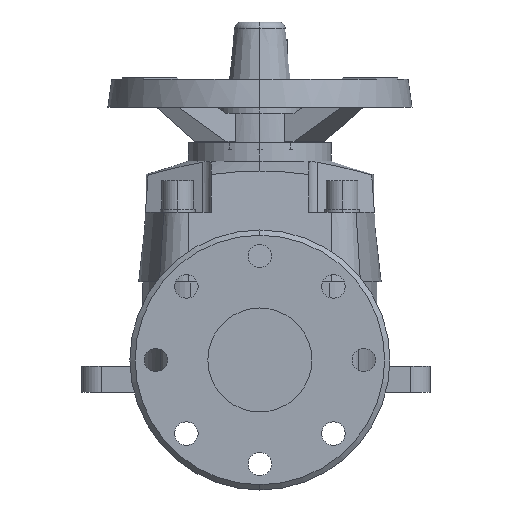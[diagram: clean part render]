
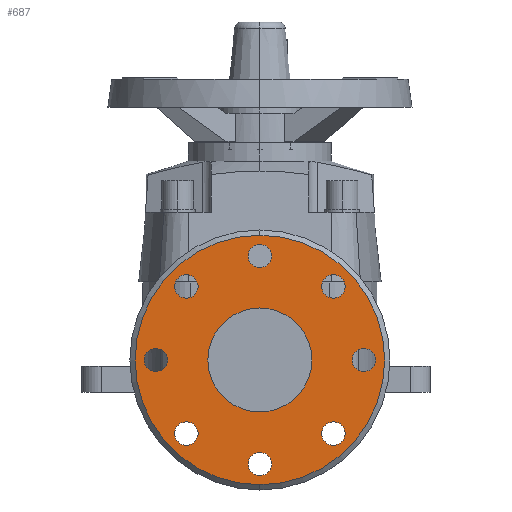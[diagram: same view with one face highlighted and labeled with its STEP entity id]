
A CAD part, left-side view. The second image highlights one B-rep face of the part: STEP entity #687.
In plain terms, the highlighted planar face has unit normal (-1, 0, 0).
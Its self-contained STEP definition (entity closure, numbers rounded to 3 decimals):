
#687=ADVANCED_FACE('',(#1508,#1509,#1510,#1511,#1512,#1513,#1514,#1515,#1516,#1517),#1518,.T.);
#1508=FACE_BOUND('',#2496,.T.);
#1509=FACE_BOUND('',#2497,.T.);
#1510=FACE_BOUND('',#2498,.T.);
#1511=FACE_BOUND('',#2499,.T.);
#1512=FACE_BOUND('',#2500,.T.);
#1513=FACE_BOUND('',#2501,.T.);
#1514=FACE_BOUND('',#2502,.T.);
#1515=FACE_BOUND('',#2503,.T.);
#1516=FACE_BOUND('',#2504,.T.);
#1517=FACE_OUTER_BOUND('',#2505,.T.);
#1518=PLANE('',#2506);
#2496=EDGE_LOOP('',(#4553,#4554));
#2497=EDGE_LOOP('',(#4555,#4556));
#2498=EDGE_LOOP('',(#4557,#4558));
#2499=EDGE_LOOP('',(#4559,#4560));
#2500=EDGE_LOOP('',(#4561,#4562));
#2501=EDGE_LOOP('',(#4563,#4564));
#2502=EDGE_LOOP('',(#4565,#4566));
#2503=EDGE_LOOP('',(#4567,#4568));
#2504=EDGE_LOOP('',(#4569,#4570));
#2505=EDGE_LOOP('',(#4571,#4572));
#2506=AXIS2_PLACEMENT_3D('',#4573,#4574,#4575);
#4553=ORIENTED_EDGE('',*,*,#6097,.T.);
#4554=ORIENTED_EDGE('',*,*,#6520,.T.);
#4555=ORIENTED_EDGE('',*,*,#6539,.T.);
#4556=ORIENTED_EDGE('',*,*,#6070,.T.);
#4557=ORIENTED_EDGE('',*,*,#6542,.T.);
#4558=ORIENTED_EDGE('',*,*,#6065,.T.);
#4559=ORIENTED_EDGE('',*,*,#6545,.T.);
#4560=ORIENTED_EDGE('',*,*,#6060,.T.);
#4561=ORIENTED_EDGE('',*,*,#6548,.T.);
#4562=ORIENTED_EDGE('',*,*,#6055,.T.);
#4563=ORIENTED_EDGE('',*,*,#6551,.T.);
#4564=ORIENTED_EDGE('',*,*,#6050,.T.);
#4565=ORIENTED_EDGE('',*,*,#6554,.T.);
#4566=ORIENTED_EDGE('',*,*,#6045,.T.);
#4567=ORIENTED_EDGE('',*,*,#6557,.T.);
#4568=ORIENTED_EDGE('',*,*,#6040,.T.);
#4569=ORIENTED_EDGE('',*,*,#6560,.T.);
#4570=ORIENTED_EDGE('',*,*,#6035,.T.);
#4571=ORIENTED_EDGE('',*,*,#6028,.T.);
#4572=ORIENTED_EDGE('',*,*,#6565,.T.);
#4573=CARTESIAN_POINT('',(-155.0,0.0,-48.0));
#4574=DIRECTION('',(-1.0,0.0,0.0));
#4575=DIRECTION('',(0.0,0.0,-1.0));
#6028=EDGE_CURVE('',#7327,#7331,#7333,.T.);
#6035=EDGE_CURVE('',#7344,#7341,#7345,.T.);
#6040=EDGE_CURVE('',#7353,#7350,#7354,.T.);
#6045=EDGE_CURVE('',#7362,#7359,#7363,.T.);
#6050=EDGE_CURVE('',#7371,#7368,#7372,.T.);
#6055=EDGE_CURVE('',#7380,#7377,#7381,.T.);
#6060=EDGE_CURVE('',#7389,#7386,#7390,.T.);
#6065=EDGE_CURVE('',#7398,#7395,#7399,.T.);
#6070=EDGE_CURVE('',#7407,#7404,#7408,.T.);
#6097=EDGE_CURVE('',#7448,#7452,#7454,.T.);
#6520=EDGE_CURVE('',#7452,#7448,#8065,.T.);
#6539=EDGE_CURVE('',#7404,#7407,#8088,.T.);
#6542=EDGE_CURVE('',#7395,#7398,#8091,.T.);
#6545=EDGE_CURVE('',#7386,#7389,#8094,.T.);
#6548=EDGE_CURVE('',#7377,#7380,#8097,.T.);
#6551=EDGE_CURVE('',#7368,#7371,#8100,.T.);
#6554=EDGE_CURVE('',#7359,#7362,#8103,.T.);
#6557=EDGE_CURVE('',#7350,#7353,#8106,.T.);
#6560=EDGE_CURVE('',#7341,#7344,#8109,.T.);
#6565=EDGE_CURVE('',#7331,#7327,#8114,.T.);
#7327=VERTEX_POINT('',#9424);
#7331=VERTEX_POINT('',#9429);
#7333=CIRCLE('',#9432,96.0);
#7341=VERTEX_POINT('',#9442);
#7344=VERTEX_POINT('',#9446);
#7345=CIRCLE('',#9447,9.0);
#7350=VERTEX_POINT('',#9453);
#7353=VERTEX_POINT('',#9457);
#7354=CIRCLE('',#9458,9.0);
#7359=VERTEX_POINT('',#9464);
#7362=VERTEX_POINT('',#9468);
#7363=CIRCLE('',#9469,9.0);
#7368=VERTEX_POINT('',#9475);
#7371=VERTEX_POINT('',#9479);
#7372=CIRCLE('',#9480,9.0);
#7377=VERTEX_POINT('',#9486);
#7380=VERTEX_POINT('',#9490);
#7381=CIRCLE('',#9491,9.0);
#7386=VERTEX_POINT('',#9497);
#7389=VERTEX_POINT('',#9501);
#7390=CIRCLE('',#9502,9.0);
#7395=VERTEX_POINT('',#9508);
#7398=VERTEX_POINT('',#9512);
#7399=CIRCLE('',#9513,9.0);
#7404=VERTEX_POINT('',#9519);
#7407=VERTEX_POINT('',#9523);
#7408=CIRCLE('',#9524,9.0);
#7448=VERTEX_POINT('',#9670);
#7452=VERTEX_POINT('',#9675);
#7454=CIRCLE('',#9678,40.0);
#8065=CIRCLE('',#10532,40.0);
#8088=CIRCLE('',#10706,9.0);
#8091=CIRCLE('',#10709,9.0);
#8094=CIRCLE('',#10712,9.0);
#8097=CIRCLE('',#10715,9.0);
#8100=CIRCLE('',#10718,9.0);
#8103=CIRCLE('',#10721,9.0);
#8106=CIRCLE('',#10724,9.0);
#8109=CIRCLE('',#10727,9.0);
#8114=CIRCLE('',#10732,96.0);
#9424=CARTESIAN_POINT('',(-155.0,0.0,-96.0));
#9429=CARTESIAN_POINT('',(-155.0,0.,96.0));
#9432=AXIS2_PLACEMENT_3D('',#11902,#11903,#11904);
#9442=CARTESIAN_POINT('',(-155.0,-62.933,-62.933));
#9446=CARTESIAN_POINT('',(-155.0,-50.205,-50.205));
#9447=AXIS2_PLACEMENT_3D('',#11911,#11912,#11913);
#9453=CARTESIAN_POINT('',(-155.0,-89.0,0.0));
#9457=CARTESIAN_POINT('',(-155.0,-71.0,0.));
#9458=AXIS2_PLACEMENT_3D('',#11919,#11920,#11921);
#9464=CARTESIAN_POINT('',(-155.0,-62.933,62.933));
#9468=CARTESIAN_POINT('',(-155.0,-50.205,50.205));
#9469=AXIS2_PLACEMENT_3D('',#11927,#11928,#11929);
#9475=CARTESIAN_POINT('',(-155.0,0.0,89.0));
#9479=CARTESIAN_POINT('',(-155.0,0.,71.0));
#9480=AXIS2_PLACEMENT_3D('',#11935,#11936,#11937);
#9486=CARTESIAN_POINT('',(-155.0,62.933,62.933));
#9490=CARTESIAN_POINT('',(-155.0,50.205,50.205));
#9491=AXIS2_PLACEMENT_3D('',#11943,#11944,#11945);
#9497=CARTESIAN_POINT('',(-155.0,89.0,0.0));
#9501=CARTESIAN_POINT('',(-155.0,71.0,0.));
#9502=AXIS2_PLACEMENT_3D('',#11951,#11952,#11953);
#9508=CARTESIAN_POINT('',(-155.0,62.933,-62.933));
#9512=CARTESIAN_POINT('',(-155.0,50.205,-50.205));
#9513=AXIS2_PLACEMENT_3D('',#11959,#11960,#11961);
#9519=CARTESIAN_POINT('',(-155.0,0.0,-89.0));
#9523=CARTESIAN_POINT('',(-155.0,0.,-71.0));
#9524=AXIS2_PLACEMENT_3D('',#11967,#11968,#11969);
#9670=CARTESIAN_POINT('',(-155.0,0.0,40.0));
#9675=CARTESIAN_POINT('',(-155.0,0.,-40.0));
#9678=AXIS2_PLACEMENT_3D('',#12006,#12007,#12008);
#10532=AXIS2_PLACEMENT_3D('',#12612,#12613,#12614);
#10706=AXIS2_PLACEMENT_3D('',#12634,#12635,#12636);
#10709=AXIS2_PLACEMENT_3D('',#12640,#12641,#12642);
#10712=AXIS2_PLACEMENT_3D('',#12646,#12647,#12648);
#10715=AXIS2_PLACEMENT_3D('',#12652,#12653,#12654);
#10718=AXIS2_PLACEMENT_3D('',#12658,#12659,#12660);
#10721=AXIS2_PLACEMENT_3D('',#12664,#12665,#12666);
#10724=AXIS2_PLACEMENT_3D('',#12670,#12671,#12672);
#10727=AXIS2_PLACEMENT_3D('',#12676,#12677,#12678);
#10732=AXIS2_PLACEMENT_3D('',#12685,#12686,#12687);
#11902=CARTESIAN_POINT('',(-155.0,0.0,0.0));
#11903=DIRECTION('',(-1.0,0.0,0.0));
#11904=DIRECTION('',(0.0,0.0,-1.0));
#11911=CARTESIAN_POINT('',(-155.0,-56.569,-56.569));
#11912=DIRECTION('',(1.0,0.0,0.0));
#11913=DIRECTION('',(0.0,-0.707,-0.707));
#11919=CARTESIAN_POINT('',(-155.0,-80.0,0.0));
#11920=DIRECTION('',(1.0,0.0,-0.0));
#11921=DIRECTION('',(0.0,-1.0,0.0));
#11927=CARTESIAN_POINT('',(-155.0,-56.569,56.569));
#11928=DIRECTION('',(1.0,0.0,-0.0));
#11929=DIRECTION('',(0.0,-0.707,0.707));
#11935=CARTESIAN_POINT('',(-155.0,0.0,80.0));
#11936=DIRECTION('',(1.0,0.0,-0.0));
#11937=DIRECTION('',(0.0,0.0,1.0));
#11943=CARTESIAN_POINT('',(-155.0,56.569,56.569));
#11944=DIRECTION('',(1.0,0.0,-0.0));
#11945=DIRECTION('',(0.0,0.707,0.707));
#11951=CARTESIAN_POINT('',(-155.0,80.0,0.0));
#11952=DIRECTION('',(1.0,0.0,-0.0));
#11953=DIRECTION('',(0.0,1.0,0.0));
#11959=CARTESIAN_POINT('',(-155.0,56.569,-56.569));
#11960=DIRECTION('',(1.0,-0.0,0.0));
#11961=DIRECTION('',(0.0,0.707,-0.707));
#11967=CARTESIAN_POINT('',(-155.0,0.0,-80.0));
#11968=DIRECTION('',(1.0,-0.0,0.0));
#11969=DIRECTION('',(0.0,0.0,-1.0));
#12006=CARTESIAN_POINT('',(-155.0,0.0,0.0));
#12007=DIRECTION('',(1.0,0.0,-0.0));
#12008=DIRECTION('',(0.0,0.0,1.0));
#12612=CARTESIAN_POINT('',(-155.0,0.0,0.0));
#12613=DIRECTION('',(1.0,0.0,-0.0));
#12614=DIRECTION('',(0.0,0.0,1.0));
#12634=CARTESIAN_POINT('',(-155.0,0.0,-80.0));
#12635=DIRECTION('',(1.0,-0.0,0.0));
#12636=DIRECTION('',(0.0,0.0,-1.0));
#12640=CARTESIAN_POINT('',(-155.0,56.569,-56.569));
#12641=DIRECTION('',(1.0,-0.0,0.0));
#12642=DIRECTION('',(0.0,0.707,-0.707));
#12646=CARTESIAN_POINT('',(-155.0,80.0,0.0));
#12647=DIRECTION('',(1.0,0.0,-0.0));
#12648=DIRECTION('',(0.0,1.0,0.0));
#12652=CARTESIAN_POINT('',(-155.0,56.569,56.569));
#12653=DIRECTION('',(1.0,0.0,-0.0));
#12654=DIRECTION('',(0.0,0.707,0.707));
#12658=CARTESIAN_POINT('',(-155.0,0.0,80.0));
#12659=DIRECTION('',(1.0,0.0,-0.0));
#12660=DIRECTION('',(0.0,0.0,1.0));
#12664=CARTESIAN_POINT('',(-155.0,-56.569,56.569));
#12665=DIRECTION('',(1.0,0.0,-0.0));
#12666=DIRECTION('',(0.0,-0.707,0.707));
#12670=CARTESIAN_POINT('',(-155.0,-80.0,0.0));
#12671=DIRECTION('',(1.0,0.0,-0.0));
#12672=DIRECTION('',(0.0,-1.0,0.0));
#12676=CARTESIAN_POINT('',(-155.0,-56.569,-56.569));
#12677=DIRECTION('',(1.0,0.0,0.0));
#12678=DIRECTION('',(0.0,-0.707,-0.707));
#12685=CARTESIAN_POINT('',(-155.0,0.0,0.0));
#12686=DIRECTION('',(-1.0,0.0,0.0));
#12687=DIRECTION('',(0.0,0.0,-1.0));
